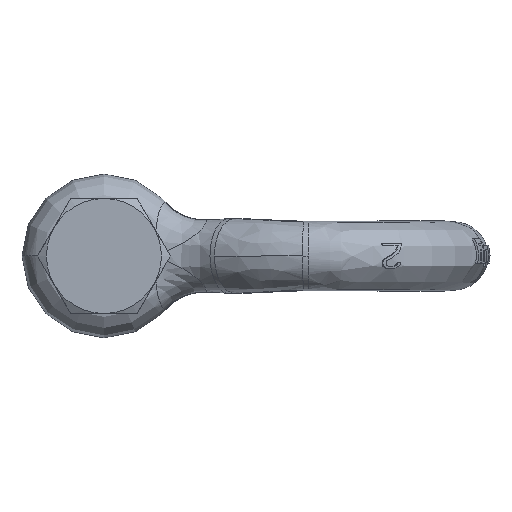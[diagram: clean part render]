
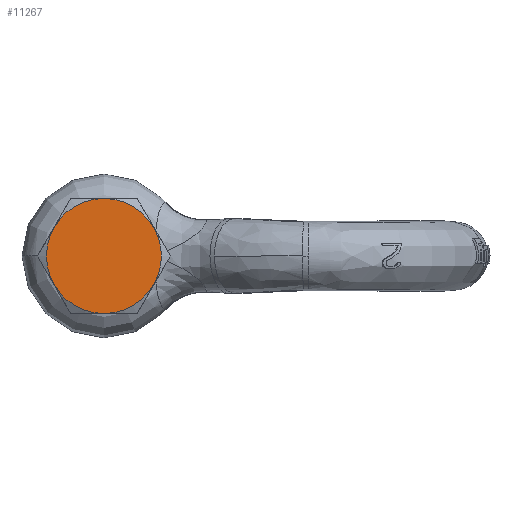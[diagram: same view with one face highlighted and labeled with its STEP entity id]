
A CAD part, left-side view. The second image highlights one B-rep face of the part: STEP entity #11267.
In plain terms, the highlighted planar face has unit normal (-1, 0, 0).
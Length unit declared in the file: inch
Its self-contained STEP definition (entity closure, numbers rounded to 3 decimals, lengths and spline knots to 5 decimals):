
#3507=CARTESIAN_POINT('',(-4.875,0.,0.));
#3508=DIRECTION('',(-1.,0.,0.));
#3509=DIRECTION('',(0.,0.,-1.));
#3510=AXIS2_PLACEMENT_3D('',#3507,#3508,#3509);
#3512=CARTESIAN_POINT('',(-4.875,0.,0.));
#3513=DIRECTION('',(-1.,0.,0.));
#3514=DIRECTION('',(0.,0.866,-0.5));
#3515=AXIS2_PLACEMENT_3D('',#3512,#3513,#3514);
#3517=CARTESIAN_POINT('',(-4.875,0.,0.));
#3518=DIRECTION('',(-1.,0.,0.));
#3519=DIRECTION('',(0.,0.866,0.5));
#3520=AXIS2_PLACEMENT_3D('',#3517,#3518,#3519);
#3522=CARTESIAN_POINT('',(-4.875,0.,0.));
#3523=DIRECTION('',(-1.,0.,0.));
#3524=DIRECTION('',(0.,0.,1.));
#3525=AXIS2_PLACEMENT_3D('',#3522,#3523,#3524);
#3527=CARTESIAN_POINT('',(-4.875,0.,0.));
#3528=DIRECTION('',(-1.,0.,0.));
#3529=DIRECTION('',(0.,-0.866,0.5));
#3530=AXIS2_PLACEMENT_3D('',#3527,#3528,#3529);
#3532=CARTESIAN_POINT('',(-4.875,0.,0.));
#3533=DIRECTION('',(-1.,0.,0.));
#3534=DIRECTION('',(0.,-0.866,-0.5));
#3535=AXIS2_PLACEMENT_3D('',#3532,#3533,#3534);
#6213=CARTESIAN_POINT('',(-4.875,0.,-1.6875));
#6214=CARTESIAN_POINT('',(-4.875,-1.46142,-0.84375));
#6215=VERTEX_POINT('',#6213);
#6216=VERTEX_POINT('',#6214);
#6217=CARTESIAN_POINT('',(-4.875,-1.46142,0.84375));
#6218=VERTEX_POINT('',#6217);
#6219=CARTESIAN_POINT('',(-4.875,0.,1.6875));
#6220=VERTEX_POINT('',#6219);
#6221=CARTESIAN_POINT('',(-4.875,1.46142,0.84375));
#6222=VERTEX_POINT('',#6221);
#6223=CARTESIAN_POINT('',(-4.875,1.46142,-0.84375));
#6224=VERTEX_POINT('',#6223);
#11254=CARTESIAN_POINT('',(-4.875,0.,0.));
#11255=DIRECTION('',(-1.,0.,0.));
#11256=DIRECTION('',(0.,0.,1.));
#11257=AXIS2_PLACEMENT_3D('',#11254,#11255,#11256);
#11258=PLANE('',#11257);
#11259=ORIENTED_EDGE('',*,*,#11127,.F.);
#11260=ORIENTED_EDGE('',*,*,#11222,.F.);
#11261=ORIENTED_EDGE('',*,*,#11210,.F.);
#11262=ORIENTED_EDGE('',*,*,#11197,.F.);
#11263=ORIENTED_EDGE('',*,*,#11152,.F.);
#11264=ORIENTED_EDGE('',*,*,#11139,.F.);
#11265=EDGE_LOOP('',(#11259,#11260,#11261,#11262,#11263,#11264));
#11266=FACE_OUTER_BOUND('',#11265,.F.);
#11267=ADVANCED_FACE('',(#11266),#11258,.T.);
#3511=CIRCLE('',#3510,1.6875);
#3516=CIRCLE('',#3515,1.6875);
#3521=CIRCLE('',#3520,1.6875);
#3526=CIRCLE('',#3525,1.6875);
#3531=CIRCLE('',#3530,1.6875);
#3536=CIRCLE('',#3535,1.6875);
#11127=EDGE_CURVE('',#6215,#6216,#3511,.T.);
#11139=EDGE_CURVE('',#6216,#6218,#3536,.T.);
#11152=EDGE_CURVE('',#6218,#6220,#3531,.T.);
#11197=EDGE_CURVE('',#6220,#6222,#3526,.T.);
#11210=EDGE_CURVE('',#6222,#6224,#3521,.T.);
#11222=EDGE_CURVE('',#6224,#6215,#3516,.T.);
